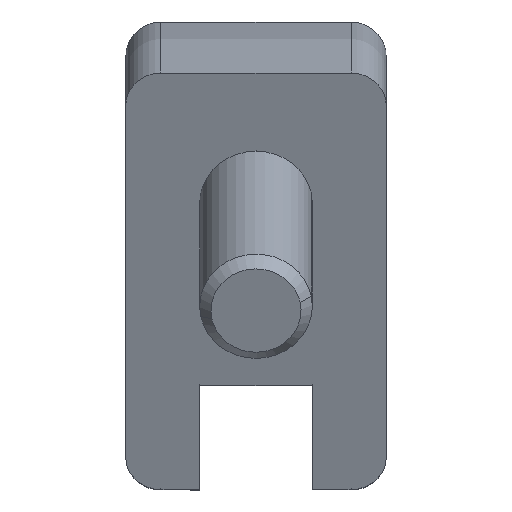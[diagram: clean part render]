
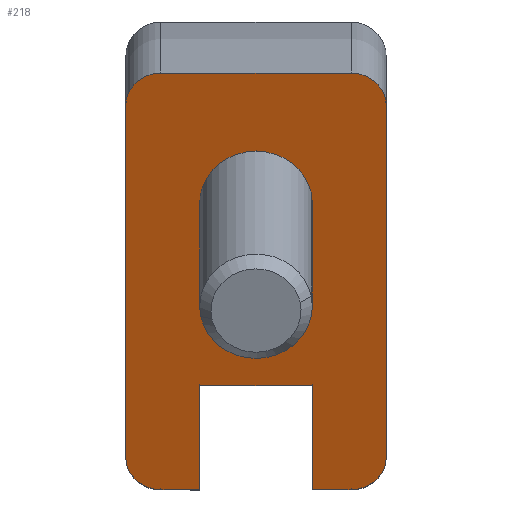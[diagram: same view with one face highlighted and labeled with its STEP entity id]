
A CAD part, top view. The second image highlights one B-rep face of the part: STEP entity #218.
In plain terms, the highlighted planar face has unit normal (0, -0.383, 0.924).
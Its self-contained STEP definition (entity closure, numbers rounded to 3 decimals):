
#96 = VERTEX_POINT ( 'NONE', #830 ) ;
#132 = ORIENTED_EDGE ( 'NONE', *, *, #2322, .F. ) ;
#141 = EDGE_CURVE ( 'NONE', #147, #152, #813, .T. ) ;
#147 = VERTEX_POINT ( 'NONE', #879 ) ;
#152 = VERTEX_POINT ( 'NONE', #924 ) ;
#155 = EDGE_CURVE ( 'NONE', #96, #174, #974, .T. ) ;
#163 = VERTEX_POINT ( 'NONE', #953 ) ;
#164 = VERTEX_POINT ( 'NONE', #965 ) ;
#174 = VERTEX_POINT ( 'NONE', #959 ) ;
#180 = EDGE_CURVE ( 'NONE', #163, #164, #1002, .T. ) ;
#202 = VERTEX_POINT ( 'NONE', #1009 ) ;
#203 = EDGE_CURVE ( 'NONE', #202, #96, #1062, .T. ) ;
#206 = EDGE_CURVE ( 'NONE', #2333, #2335, #1063, .T. ) ;
#211 = EDGE_CURVE ( 'NONE', #2314, #202, #1056, .T. ) ;
#213 = ORIENTED_EDGE ( 'NONE', *, *, #206, .T. ) ;
#214 = EDGE_CURVE ( 'NONE', #152, #147, #1049, .T. ) ;
#215 = ORIENTED_EDGE ( 'NONE', *, *, #214, .F. ) ;
#216 = ORIENTED_EDGE ( 'NONE', *, *, #141, .F. ) ;
#217 = ORIENTED_EDGE ( 'NONE', *, *, #180, .F. ) ;
#218 = ADVANCED_FACE ( 'NONE', ( #1057, #1040 ), #358, .T. ) ;
#220 = EDGE_LOOP ( 'NONE', ( #215, #216 ) ) ;
#223 = ORIENTED_EDGE ( 'NONE', *, *, #211, .F. ) ;
#328 = DIRECTION ( 'NONE',  ( 0., -0.383, 0.924 ) ) ;
#330 = DIRECTION ( 'NONE',  ( 1., 0., 0. ) ) ;
#358 = PLANE ( 'NONE',  #473 ) ;
#365 = CARTESIAN_POINT ( 'NONE',  ( -0.028, 4.596, 1.904 ) ) ;
#473 = AXIS2_PLACEMENT_3D ( 'NONE', #365, #328, #330 ) ;
#813 = CIRCLE ( 'NONE', #884, 4. ) ;
#830 = CARTESIAN_POINT ( 'NONE',  ( -4., 16.63, 6.888 ) ) ;
#879 = CARTESIAN_POINT ( 'NONE',  ( 0., 40.651, 16.838 ) ) ;
#881 = DIRECTION ( 'NONE',  ( 0., -0.924, -0.383 ) ) ;
#882 = DIRECTION ( 'NONE',  ( 0., -0.383, 0.924 ) ) ;
#883 = CARTESIAN_POINT ( 'NONE',  ( 0., 36.955, 15.307 ) ) ;
#884 = AXIS2_PLACEMENT_3D ( 'NONE', #883, #882, #881 ) ;
#919 = CARTESIAN_POINT ( 'NONE',  ( -0.028, 16.63, 6.888 ) ) ;
#924 = CARTESIAN_POINT ( 'NONE',  ( 0., 33.26, 13.777 ) ) ;
#953 = CARTESIAN_POINT ( 'NONE',  ( -9.25, 18.94, 7.845 ) ) ;
#959 = CARTESIAN_POINT ( 'NONE',  ( -6.75, 16.63, 6.888 ) ) ;
#961 = CARTESIAN_POINT ( 'NONE',  ( -9.25, 4.596, 1.904 ) ) ;
#965 = CARTESIAN_POINT ( 'NONE',  ( -9.25, 43.884, 18.177 ) ) ;
#972 = DIRECTION ( 'NONE',  ( -1., 0., 0. ) ) ;
#973 = VECTOR ( 'NONE', #972, 1000. ) ;
#974 = LINE ( 'NONE', #919, #973 ) ;
#989 = DIRECTION ( 'NONE',  ( 0., 0.924, 0.383 ) ) ;
#990 = VECTOR ( 'NONE', #989, 1000. ) ;
#1002 = LINE ( 'NONE', #961, #990 ) ;
#1009 = CARTESIAN_POINT ( 'NONE',  ( -4., 24.021, 9.95 ) ) ;
#1018 = DIRECTION ( 'NONE',  ( -1., 0., 0. ) ) ;
#1037 = DIRECTION ( 'NONE',  ( 0., -0.924, -0.383 ) ) ;
#1040 = FACE_OUTER_BOUND ( 'NONE', #2268, .T. ) ;
#1042 = VECTOR ( 'NONE', #1018, 1000. ) ;
#1043 = AXIS2_PLACEMENT_3D ( 'NONE', #1045, #1051, #1037 ) ;
#1045 = CARTESIAN_POINT ( 'NONE',  ( 0., 36.955, 15.307 ) ) ;
#1046 = DIRECTION ( 'NONE',  ( 0., -0.924, -0.383 ) ) ;
#1047 = DIRECTION ( 'NONE',  ( 0., -0.383, 0.924 ) ) ;
#1048 = CARTESIAN_POINT ( 'NONE',  ( 6.75, 18.94, 7.845 ) ) ;
#1049 = CIRCLE ( 'NONE', #1043, 4. ) ;
#1051 = DIRECTION ( 'NONE',  ( 0., -0.383, 0.924 ) ) ;
#1055 = CARTESIAN_POINT ( 'NONE',  ( -0.028, 24.021, 9.95 ) ) ;
#1056 = LINE ( 'NONE', #1055, #1042 ) ;
#1057 = FACE_BOUND ( 'NONE', #220, .T. ) ;
#1059 = DIRECTION ( 'NONE',  ( 0., -0.924, -0.383 ) ) ;
#1060 = VECTOR ( 'NONE', #1059, 1000. ) ;
#1061 = CARTESIAN_POINT ( 'NONE',  ( -4., 4.596, 1.904 ) ) ;
#1062 = LINE ( 'NONE', #1061, #1060 ) ;
#1063 = CIRCLE ( 'NONE', #1064, 2.5 ) ;
#1064 = AXIS2_PLACEMENT_3D ( 'NONE', #1048, #1047, #1046 ) ;
#1554 = DIRECTION ( 'NONE',  ( 0., -0.924, -0.383 ) ) ;
#1555 = DIRECTION ( 'NONE',  ( 0., -0.383, 0.924 ) ) ;
#1556 = CIRCLE ( 'NONE', #1558, 2.5 ) ;
#1557 = CARTESIAN_POINT ( 'NONE',  ( 4., 24.021, 9.95 ) ) ;
#1558 = AXIS2_PLACEMENT_3D ( 'NONE', #1612, #1611, #1610 ) ;
#1559 = DIRECTION ( 'NONE',  ( 0., -0.924, -0.383 ) ) ;
#1560 = DIRECTION ( 'NONE',  ( 0., -0.383, 0.924 ) ) ;
#1561 = CARTESIAN_POINT ( 'NONE',  ( 6.75, 43.884, 18.177 ) ) ;
#1562 = AXIS2_PLACEMENT_3D ( 'NONE', #1561, #1560, #1559 ) ;
#1564 = AXIS2_PLACEMENT_3D ( 'NONE', #1575, #1555, #1554 ) ;
#1566 = CIRCLE ( 'NONE', #1564, 2.5 ) ;
#1567 = CIRCLE ( 'NONE', #1562, 2.5 ) ;
#1575 = CARTESIAN_POINT ( 'NONE',  ( -6.75, 18.94, 7.845 ) ) ;
#1585 = VECTOR ( 'NONE', #1647, 1000. ) ;
#1586 = CARTESIAN_POINT ( 'NONE',  ( 4., 4.596, 1.904 ) ) ;
#1587 = LINE ( 'NONE', #1586, #1585 ) ;
#1610 = DIRECTION ( 'NONE',  ( 0., -0.924, -0.383 ) ) ;
#1611 = DIRECTION ( 'NONE',  ( 0., -0.383, 0.924 ) ) ;
#1612 = CARTESIAN_POINT ( 'NONE',  ( -6.75, 43.884, 18.177 ) ) ;
#1614 = DIRECTION ( 'NONE',  ( 1., 0., 0. ) ) ;
#1615 = VECTOR ( 'NONE', #1614, 1000. ) ;
#1616 = LINE ( 'NONE', #1620, #1615 ) ;
#1619 = LINE ( 'NONE', #1641, #1667 ) ;
#1620 = CARTESIAN_POINT ( 'NONE',  ( -0.028, 46.194, 19.134 ) ) ;
#1622 = DIRECTION ( 'NONE',  ( -1., 0., 0. ) ) ;
#1623 = VECTOR ( 'NONE', #1622, 1000. ) ;
#1624 = CARTESIAN_POINT ( 'NONE',  ( -0.028, 16.63, 6.888 ) ) ;
#1630 = LINE ( 'NONE', #1624, #1623 ) ;
#1631 = CARTESIAN_POINT ( 'NONE',  ( 6.75, 16.63, 6.888 ) ) ;
#1633 = CARTESIAN_POINT ( 'NONE',  ( 9.25, 18.94, 7.845 ) ) ;
#1641 = CARTESIAN_POINT ( 'NONE',  ( 9.25, 4.596, 1.904 ) ) ;
#1645 = CARTESIAN_POINT ( 'NONE',  ( 4., 16.63, 6.888 ) ) ;
#1647 = DIRECTION ( 'NONE',  ( 0., 0.924, 0.383 ) ) ;
#1666 = DIRECTION ( 'NONE',  ( 0., -0.924, -0.383 ) ) ;
#1667 = VECTOR ( 'NONE', #1666, 1000. ) ;
#1672 = CARTESIAN_POINT ( 'NONE',  ( 9.25, 43.884, 18.177 ) ) ;
#1693 = CARTESIAN_POINT ( 'NONE',  ( -6.75, 46.194, 19.134 ) ) ;
#1700 = CARTESIAN_POINT ( 'NONE',  ( 6.75, 46.194, 19.134 ) ) ;
#2258 = ORIENTED_EDGE ( 'NONE', *, *, #2267, .T. ) ;
#2259 = ORIENTED_EDGE ( 'NONE', *, *, #2265, .T. ) ;
#2260 = ORIENTED_EDGE ( 'NONE', *, *, #2271, .T. ) ;
#2262 = ORIENTED_EDGE ( 'NONE', *, *, #155, .F. ) ;
#2263 = ORIENTED_EDGE ( 'NONE', *, *, #2337, .F. ) ;
#2265 = EDGE_CURVE ( 'NONE', #2352, #2369, #1567, .T. ) ;
#2266 = ORIENTED_EDGE ( 'NONE', *, *, #2344, .F. ) ;
#2267 = EDGE_CURVE ( 'NONE', #163, #174, #1566, .T. ) ;
#2268 = EDGE_LOOP ( 'NONE', ( #2269, #213, #2266, #2259, #2263, #2260, #217, #2258, #2262, #2281, #223, #132 ) ) ;
#2269 = ORIENTED_EDGE ( 'NONE', *, *, #2334, .F. ) ;
#2271 = EDGE_CURVE ( 'NONE', #2368, #164, #1556, .T. ) ;
#2281 = ORIENTED_EDGE ( 'NONE', *, *, #203, .F. ) ;
#2314 = VERTEX_POINT ( 'NONE', #1557 ) ;
#2322 = EDGE_CURVE ( 'NONE', #2325, #2314, #1587, .T. ) ;
#2325 = VERTEX_POINT ( 'NONE', #1645 ) ;
#2333 = VERTEX_POINT ( 'NONE', #1631 ) ;
#2334 = EDGE_CURVE ( 'NONE', #2333, #2325, #1630, .T. ) ;
#2335 = VERTEX_POINT ( 'NONE', #1633 ) ;
#2337 = EDGE_CURVE ( 'NONE', #2368, #2369, #1616, .T. ) ;
#2344 = EDGE_CURVE ( 'NONE', #2352, #2335, #1619, .T. ) ;
#2352 = VERTEX_POINT ( 'NONE', #1672 ) ;
#2368 = VERTEX_POINT ( 'NONE', #1693 ) ;
#2369 = VERTEX_POINT ( 'NONE', #1700 ) ;
